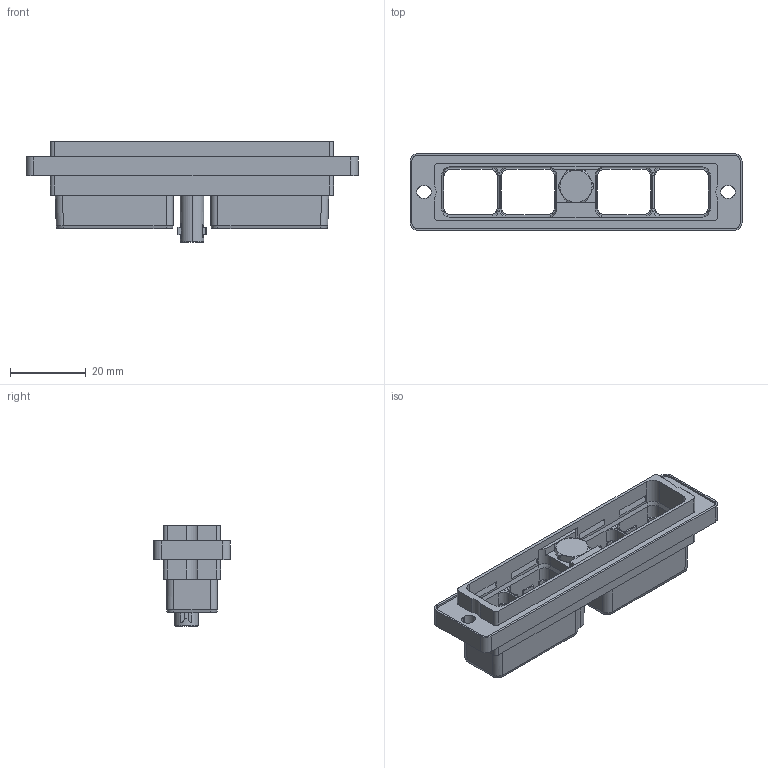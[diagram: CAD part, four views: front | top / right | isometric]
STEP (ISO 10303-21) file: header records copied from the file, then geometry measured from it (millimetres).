
FILE_DESCRIPTION((''),'2;1');
FILE_NAME('SIM2B85KD','2019-09-17T',('presta_be4'),(''),'PRO/ENGINEER BY PARAMETRIC TECHNOLOGY CORPORATION, 2014310','PRO/ENGINEER BY PARAMETRIC TECHNOLOGY CORPORATION, 2014310','');
FILE_SCHEMA(('CONFIG_CONTROL_DESIGN'));
Length unit declared in the file: millimetre
Products named in the file (1): SIM2B85KD
Bounding box: 87.9 x 20.3 x 26.67 mm (x, y, z)
Volume: 8670.1 mm3; surface area: 12470.1 mm2
Topology: 2 solids, 2 shells, 869 faces, 2353 edges, 1530 vertices
Faces by surface type: plane 653, cylinder 126, cone 54, torus 32, bspline 4
Entity records: 30302 total; most frequent: CARTESIAN_POINT 8275, ORIENTED_EDGE 4702, DIRECTION 4324, EDGE_CURVE 2351, VECTOR 1918, LINE 1918, VERTEX_POINT 1530, AXIS2_PLACEMENT_3D 1203
